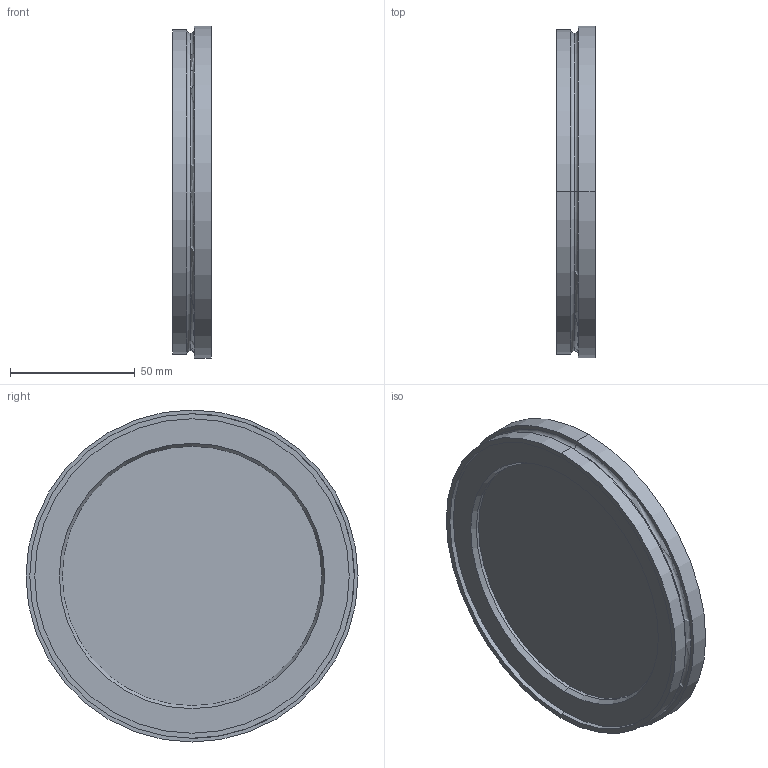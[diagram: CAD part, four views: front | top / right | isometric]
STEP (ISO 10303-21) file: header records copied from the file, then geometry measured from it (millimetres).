
FILE_DESCRIPTION (( 'STEP AP214' ), '1' );
FILE_NAME ('PF411011-T.step', '2017-07-10T07:08:25', ( 'install' ), ( '' ), 'SwSTEP 2.0', 'SolidWorks 2015', '' );
FILE_SCHEMA (( 'AUTOMOTIVE_DESIGN' ));
Length unit declared in the file: millimetre
Products named in the file (1): PF411011-T
Bounding box: 15.5 x 133 x 133 mm (x, y, z)
Volume: 126802.5 mm3; surface area: 41085.4 mm2
Topology: 1 solids, 2 shells, 52 faces, 108 edges, 66 vertices
Faces by surface type: cylinder 14, cone 12, bspline 10, plane 10, torus 6
Entity records: 2347 total; most frequent: CARTESIAN_POINT 1231, DIRECTION 240, ORIENTED_EDGE 216, EDGE_CURVE 108, AXIS2_PLACEMENT_3D 107, VERTEX_POINT 66, CIRCLE 64, EDGE_LOOP 60
